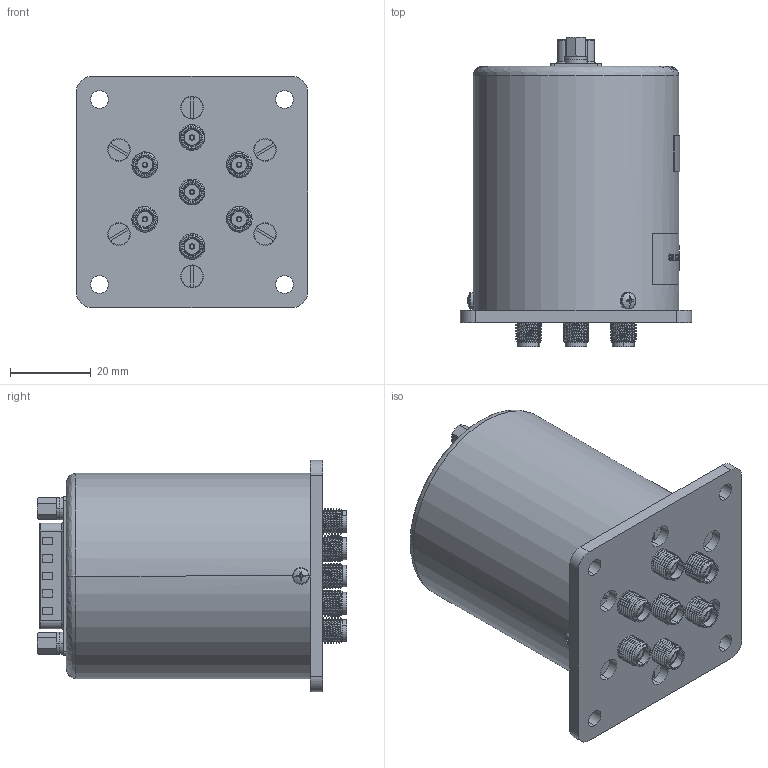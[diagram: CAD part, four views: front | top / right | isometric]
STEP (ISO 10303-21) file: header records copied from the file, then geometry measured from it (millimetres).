
FILE_DESCRIPTION (( 'STEP AP214' ), '1' );
FILE_NAME ('FMSW6551_3D.step', '2023-02-16T17:50:07', ( '' ), ( '' ), 'SwSTEP 2.0', 'SolidWorks 2022', '' );
FILE_SCHEMA (( 'AUTOMOTIVE_DESIGN' ));
Length unit declared in the file: inch
Products named in the file (10): A16029Y01_1; A12066001-e360_3; FMSW6551_3D; A16L21002; A16L24Y01-CST_1; 6T; A12075Y04_-203_1; 9P+H2.375+D2_1; 15P mela-D-SUB CUP 172E-015-103_1; A16L61008_-001_3
Assembly tree (25 placements, depth 3):
  FMSW6551_3D
    6T
      A16L21002
      A16L24Y01-CST_1  x8
      A16029Y01_1  x7
    A12075Y04_-203_1  x3
    9P+H2.375+D2_1
      A16L61008_-001_3
      15P mela-D-SUB CUP 172E-015-103_1
      A12066001-e360_3  x2
Bounding box: 57.15 x 76.44 x 57.15 mm (x, y, z)
Volume: 27552.8 mm3; surface area: 38966.3 mm2
Topology: 35 solids, 35 shells, 1731 faces, 4225 edges, 2728 vertices
Faces by surface type: cylinder 656, plane 578, bspline 390, cone 107
Entity records: 47478 total; most frequent: CARTESIAN_POINT 19550, ORIENTED_EDGE 5462, DIRECTION 3978, EDGE_CURVE 2731, VERTEX_POINT 1769, AXIS2_PLACEMENT_3D 1506, EDGE_LOOP 1240, FACE_OUTER_BOUND 1098
